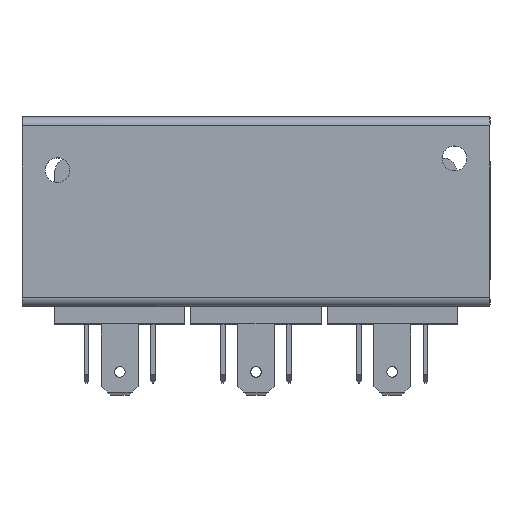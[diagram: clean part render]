
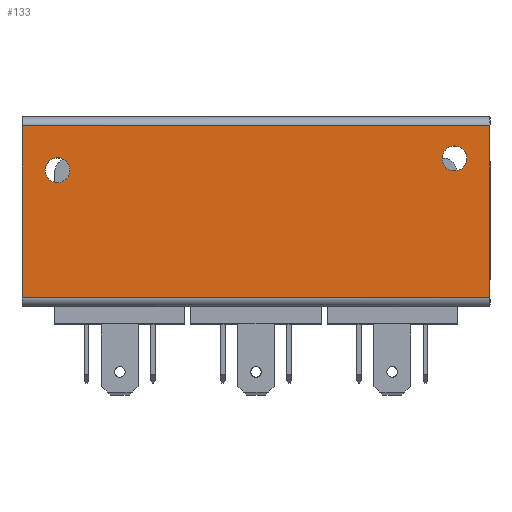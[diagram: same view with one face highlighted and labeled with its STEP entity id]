
A CAD part, top view. The second image highlights one B-rep face of the part: STEP entity #133.
In plain terms, the highlighted planar face has unit normal (0, 0, 1).
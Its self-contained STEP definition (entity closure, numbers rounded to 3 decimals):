
#42=FACE_BOUND('',#822,.T.);
#43=FACE_BOUND('',#823,.T.);
#133=ADVANCED_FACE('',(#476,#42,#43),#5071,.T.);
#476=FACE_OUTER_BOUND('',#821,.T.);
#821=EDGE_LOOP('',(#1275,#1276,#1277,#1278));
#822=EDGE_LOOP('',(#1279,#1280));
#823=EDGE_LOOP('',(#1281,#1282));
#1275=ORIENTED_EDGE('',*,*,#2903,.F.);
#1276=ORIENTED_EDGE('',*,*,#2906,.F.);
#1277=ORIENTED_EDGE('',*,*,#2907,.F.);
#1278=ORIENTED_EDGE('',*,*,#2908,.F.);
#1279=ORIENTED_EDGE('',*,*,#2887,.T.);
#1280=ORIENTED_EDGE('',*,*,#2888,.T.);
#1281=ORIENTED_EDGE('',*,*,#2898,.T.);
#1282=ORIENTED_EDGE('',*,*,#2897,.T.);
#2887=EDGE_CURVE('',#4541,#4542,#4187,.T.);
#2888=EDGE_CURVE('',#4542,#4541,#4188,.T.);
#2897=EDGE_CURVE('',#4549,#4550,#4195,.T.);
#2898=EDGE_CURVE('',#4550,#4549,#4196,.T.);
#2903=EDGE_CURVE('',#4552,#4553,#3702,.T.);
#2906=EDGE_CURVE('',#4555,#4552,#3704,.T.);
#2907=EDGE_CURVE('',#4556,#4555,#3705,.T.);
#2908=EDGE_CURVE('',#4553,#4556,#3706,.T.);
#3702=B_SPLINE_CURVE_WITH_KNOTS('',1,(#6351,#6352),.UNSPECIFIED.,.F.,.F.,
(2,2),(-59.25,19.75),.UNSPECIFIED.);
#3704=B_SPLINE_CURVE_WITH_KNOTS('',1,(#6358,#6359),.UNSPECIFIED.,.F.,.F.,
(2,2),(-8.144,20.856),.UNSPECIFIED.);
#3705=B_SPLINE_CURVE_WITH_KNOTS('',1,(#6360,#6361),.UNSPECIFIED.,.F.,.F.,
(2,2),(-59.25,19.75),.UNSPECIFIED.);
#3706=B_SPLINE_CURVE_WITH_KNOTS('',1,(#6362,#6363),.UNSPECIFIED.,.F.,.F.,
(2,2),(-20.856,8.144),.UNSPECIFIED.);
#4187=(
BOUNDED_CURVE()
B_SPLINE_CURVE(2,(#6282,#6283,#6284,#6285,#6286),.UNSPECIFIED.,.F.,.F.)
B_SPLINE_CURVE_WITH_KNOTS((3,2,3),(-6.597,-3.299,
0.),.UNSPECIFIED.)
CURVE()
GEOMETRIC_REPRESENTATION_ITEM()
RATIONAL_B_SPLINE_CURVE((1.,0.707,1.,0.707,1.))
REPRESENTATION_ITEM('')
);
#4188=(
BOUNDED_CURVE()
B_SPLINE_CURVE(2,(#6287,#6288,#6289,#6290,#6291),.UNSPECIFIED.,.F.,.F.)
B_SPLINE_CURVE_WITH_KNOTS((3,2,3),(-13.195,-9.896,
-6.597),.UNSPECIFIED.)
CURVE()
GEOMETRIC_REPRESENTATION_ITEM()
RATIONAL_B_SPLINE_CURVE((1.,0.707,1.,0.707,1.))
REPRESENTATION_ITEM('')
);
#4195=(
BOUNDED_CURVE()
B_SPLINE_CURVE(2,(#6326,#6327,#6328,#6329,#6330),.UNSPECIFIED.,.F.,.F.)
B_SPLINE_CURVE_WITH_KNOTS((3,2,3),(-6.597,-3.299,
0.),.UNSPECIFIED.)
CURVE()
GEOMETRIC_REPRESENTATION_ITEM()
RATIONAL_B_SPLINE_CURVE((1.,0.707,1.,0.707,1.))
REPRESENTATION_ITEM('')
);
#4196=(
BOUNDED_CURVE()
B_SPLINE_CURVE(2,(#6331,#6332,#6333,#6334,#6335),.UNSPECIFIED.,.F.,.F.)
B_SPLINE_CURVE_WITH_KNOTS((3,2,3),(-13.195,-9.896,
-6.597),.UNSPECIFIED.)
CURVE()
GEOMETRIC_REPRESENTATION_ITEM()
RATIONAL_B_SPLINE_CURVE((1.,0.707,1.,0.707,1.))
REPRESENTATION_ITEM('')
);
#4541=VERTEX_POINT('',#6152);
#4542=VERTEX_POINT('',#6153);
#4549=VERTEX_POINT('',#6160);
#4550=VERTEX_POINT('',#6161);
#4552=VERTEX_POINT('',#6163);
#4553=VERTEX_POINT('',#6164);
#4555=VERTEX_POINT('',#6166);
#4556=VERTEX_POINT('',#6167);
#5071=PLANE('',#5502);
#5502=AXIS2_PLACEMENT_3D('',#5921,#5667,$);
#5667=DIRECTION('',(0.,0.,1.));
#5921=CARTESIAN_POINT('',(-39.51,-12.51,19.5));
#6152=CARTESIAN_POINT('',(33.5,13.1,19.5));
#6153=CARTESIAN_POINT('',(33.5,8.9,19.5));
#6160=CARTESIAN_POINT('',(-33.5,11.1,19.5));
#6161=CARTESIAN_POINT('',(-33.5,6.9,19.5));
#6163=CARTESIAN_POINT('',(39.5,-12.5,19.5));
#6164=CARTESIAN_POINT('',(-39.5,-12.5,19.5));
#6166=CARTESIAN_POINT('',(39.5,16.5,19.5));
#6167=CARTESIAN_POINT('',(-39.5,16.5,19.5));
#6282=CARTESIAN_POINT('',(33.5,13.1,19.5));
#6283=CARTESIAN_POINT('',(35.6,13.1,19.5));
#6284=CARTESIAN_POINT('',(35.6,11.,19.5));
#6285=CARTESIAN_POINT('',(35.6,8.9,19.5));
#6286=CARTESIAN_POINT('',(33.5,8.9,19.5));
#6287=CARTESIAN_POINT('',(33.5,8.9,19.5));
#6288=CARTESIAN_POINT('',(31.4,8.9,19.5));
#6289=CARTESIAN_POINT('',(31.4,11.,19.5));
#6290=CARTESIAN_POINT('',(31.4,13.1,19.5));
#6291=CARTESIAN_POINT('',(33.5,13.1,19.5));
#6326=CARTESIAN_POINT('',(-33.5,11.1,19.5));
#6327=CARTESIAN_POINT('',(-31.4,11.1,19.5));
#6328=CARTESIAN_POINT('',(-31.4,9.,19.5));
#6329=CARTESIAN_POINT('',(-31.4,6.9,19.5));
#6330=CARTESIAN_POINT('',(-33.5,6.9,19.5));
#6331=CARTESIAN_POINT('',(-33.5,6.9,19.5));
#6332=CARTESIAN_POINT('',(-35.6,6.9,19.5));
#6333=CARTESIAN_POINT('',(-35.6,9.,19.5));
#6334=CARTESIAN_POINT('',(-35.6,11.1,19.5));
#6335=CARTESIAN_POINT('',(-33.5,11.1,19.5));
#6351=CARTESIAN_POINT('',(39.5,-12.5,19.5));
#6352=CARTESIAN_POINT('',(-39.5,-12.5,19.5));
#6358=CARTESIAN_POINT('',(39.5,16.5,19.5));
#6359=CARTESIAN_POINT('',(39.5,-12.5,19.5));
#6360=CARTESIAN_POINT('',(-39.5,16.5,19.5));
#6361=CARTESIAN_POINT('',(39.5,16.5,19.5));
#6362=CARTESIAN_POINT('',(-39.5,-12.5,19.5));
#6363=CARTESIAN_POINT('',(-39.5,16.5,19.5));
